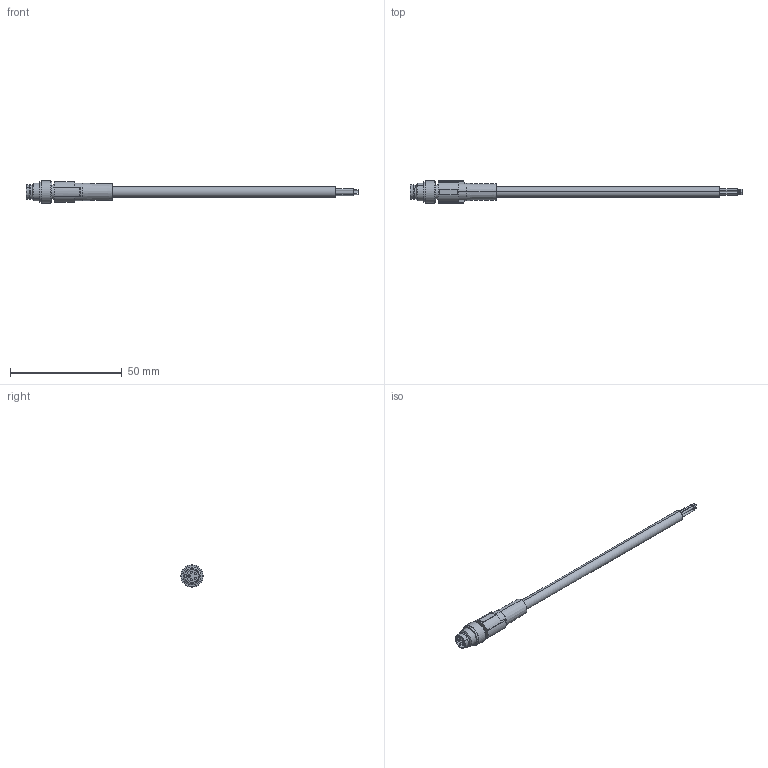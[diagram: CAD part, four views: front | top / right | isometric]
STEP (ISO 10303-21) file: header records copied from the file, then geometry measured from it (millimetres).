
FILE_DESCRIPTION(('SolidDesigner STEP Export'),'2;1');
FILE_NAME('1404461_SAC_5P_M_8MSB_1.5_115-select.stp','2013-03-18T 9:58:43',(''),(''),'Creo Elements/Direct Modeling STEP processor for AP214 (Solid Model)','Creo Elements/Direct Modeling 18.1 06-May-2012 (C) Parametric Technology GmbH','');
FILE_SCHEMA(('AUTOMOTIVE_DESIGN { 1 0 10303 214 1 1 1 1 }'));
Length unit declared in the file: millimetre
Products named in the file (2): 1404461_SAC_5P_M_8MSB_1.5_115-select
Assembly tree (1 placements, depth 2):
  1404461_SAC_5P_M_8MSB_1.5_115-select
    1404461_SAC_5P_M_8MSB_1.5_115-select
Bounding box: 148.7 x 9.98 x 9.96 mm (x, y, z)
Volume: 3839.4 mm3; surface area: 3089.4 mm2
Topology: 1 solids, 1 shells, 125 faces, 290 edges, 193 vertices
Faces by surface type: cylinder 65, plane 50, cone 10
Entity records: 5016 total; most frequent: CARTESIAN_POINT 1290, ORIENTED_EDGE 580, DIRECTION 517, EDGE_CURVE 290, AXIS2_PLACEMENT_3D 199, VERTEX_POINT 193, EDGE_LOOP 151, COLOUR_RGB 126
